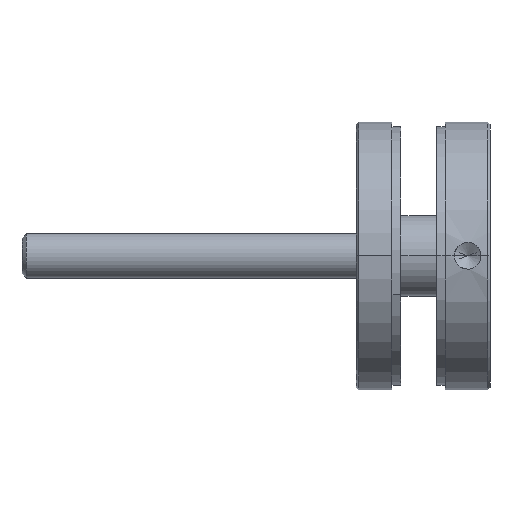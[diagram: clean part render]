
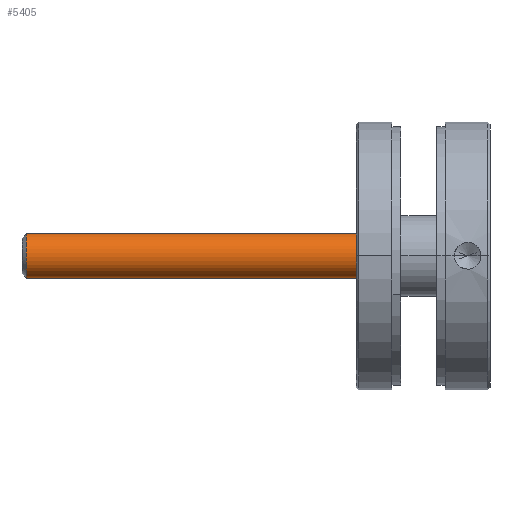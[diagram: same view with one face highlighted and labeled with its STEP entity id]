
A CAD part, top view. The second image highlights one B-rep face of the part: STEP entity #5405.
In plain terms, the highlighted cylindrical face has radius 5 mm (diameter 10 mm), a partial arc.
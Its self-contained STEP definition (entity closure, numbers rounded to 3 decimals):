
#410 = LINE ( 'NONE', #3480, #5691 ) ;
#434 = EDGE_LOOP ( 'NONE', ( #1254, #1612, #1395, #3016 ) ) ;
#492 = CARTESIAN_POINT ( 'NONE',  ( 0., -1., 0. ) ) ;
#650 = DIRECTION ( 'NONE',  ( 0., -1., 0. ) ) ;
#886 = VECTOR ( 'NONE', #974, 1000. ) ;
#974 = DIRECTION ( 'NONE',  ( 0., -1., 0. ) ) ;
#1039 = CARTESIAN_POINT ( 'NONE',  ( 0., 0., 5. ) ) ;
#1177 = CARTESIAN_POINT ( 'NONE',  ( 0., -1., -5. ) ) ;
#1254 = ORIENTED_EDGE ( 'NONE', *, *, #2039, .T. ) ;
#1258 = EDGE_CURVE ( 'NONE', #2456, #2477, #410, .T. ) ;
#1395 = ORIENTED_EDGE ( 'NONE', *, *, #5364, .F. ) ;
#1499 = VERTEX_POINT ( 'NONE', #2355 ) ;
#1612 = ORIENTED_EDGE ( 'NONE', *, *, #4998, .T. ) ;
#1616 = DIRECTION ( 'NONE',  ( 0., 0., -1. ) ) ;
#1787 = FACE_OUTER_BOUND ( 'NONE', #434, .T. ) ;
#2039 = EDGE_CURVE ( 'NONE', #2456, #5291, #5481, .T. ) ;
#2276 = DIRECTION ( 'NONE',  ( 0., -1., 0. ) ) ;
#2355 = CARTESIAN_POINT ( 'NONE',  ( 0., -98.5, 5. ) ) ;
#2456 = VERTEX_POINT ( 'NONE', #1177 ) ;
#2477 = VERTEX_POINT ( 'NONE', #3838 ) ;
#2884 = CARTESIAN_POINT ( 'NONE',  ( 0., -98.5, 0. ) ) ;
#2906 = CARTESIAN_POINT ( 'NONE',  ( 0., 0., 0. ) ) ;
#2946 = DIRECTION ( 'NONE',  ( 0., 0., -1. ) ) ;
#3016 = ORIENTED_EDGE ( 'NONE', *, *, #1258, .F. ) ;
#3480 = CARTESIAN_POINT ( 'NONE',  ( 0., 0., -5. ) ) ;
#3649 = CIRCLE ( 'NONE', #3782, 5. ) ;
#3782 = AXIS2_PLACEMENT_3D ( 'NONE', #2884, #5594, #1616 ) ;
#3838 = CARTESIAN_POINT ( 'NONE',  ( 0., -98.5, -5. ) ) ;
#3841 = CARTESIAN_POINT ( 'NONE',  ( 0., -1., 5. ) ) ;
#4383 = AXIS2_PLACEMENT_3D ( 'NONE', #492, #2276, #4980 ) ;
#4435 = DIRECTION ( 'NONE',  ( 0., -1., 0. ) ) ;
#4980 = DIRECTION ( 'NONE',  ( 0., 0., -1. ) ) ;
#4998 = EDGE_CURVE ( 'NONE', #5291, #1499, #5607, .T. ) ;
#5291 = VERTEX_POINT ( 'NONE', #3841 ) ;
#5364 = EDGE_CURVE ( 'NONE', #2477, #1499, #3649, .T. ) ;
#5405 = ADVANCED_FACE ( 'NONE', ( #1787 ), #5599, .T. ) ;
#5481 = CIRCLE ( 'NONE', #4383, 5. ) ;
#5492 = AXIS2_PLACEMENT_3D ( 'NONE', #2906, #650, #2946 ) ;
#5594 = DIRECTION ( 'NONE',  ( 0., -1., 0. ) ) ;
#5599 = CYLINDRICAL_SURFACE ( 'NONE', #5492, 5. ) ;
#5607 = LINE ( 'NONE', #1039, #886 ) ;
#5691 = VECTOR ( 'NONE', #4435, 1000. ) ;
